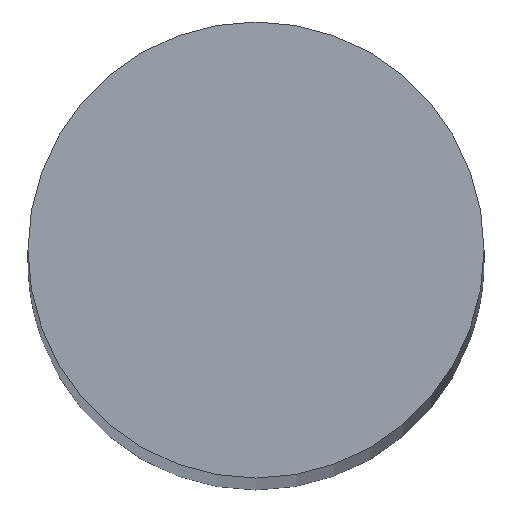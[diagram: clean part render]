
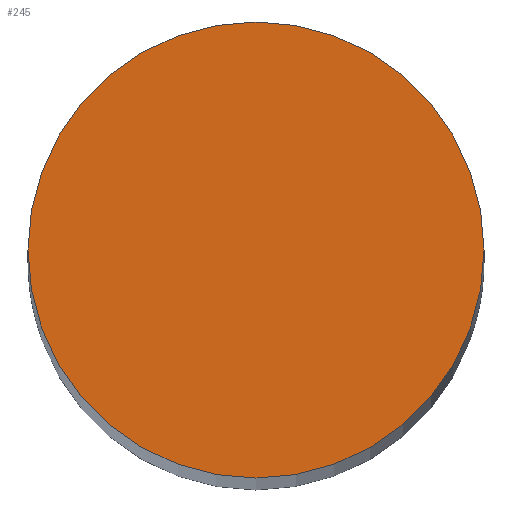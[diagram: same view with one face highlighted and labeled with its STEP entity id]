
A CAD part, top view. The second image highlights one B-rep face of the part: STEP entity #245.
In plain terms, the highlighted planar face has unit normal (0, 0, 1).
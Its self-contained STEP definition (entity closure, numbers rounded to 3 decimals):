
#6 = EDGE_LOOP ( 'NONE', ( #31, #34 ) ) ;
#27 = EDGE_CURVE ( 'NONE', #46, #45, #259, .T. ) ;
#31 = ORIENTED_EDGE ( 'NONE', *, *, #27, .T. ) ;
#34 = ORIENTED_EDGE ( 'NONE', *, *, #298, .T. ) ;
#45 = VERTEX_POINT ( 'NONE', #95 ) ;
#46 = VERTEX_POINT ( 'NONE', #81 ) ;
#81 = CARTESIAN_POINT ( 'NONE',  ( -4.5, 0., 135. ) ) ;
#84 = CARTESIAN_POINT ( 'NONE',  ( 0., 0., 135. ) ) ;
#88 = DIRECTION ( 'NONE',  ( 0., 0., 1. ) ) ;
#89 = DIRECTION ( 'NONE',  ( 1., 0., 0. ) ) ;
#95 = CARTESIAN_POINT ( 'NONE',  ( 4.5, 0., 135. ) ) ;
#119 = CARTESIAN_POINT ( 'NONE',  ( 0., 0., 135. ) ) ;
#120 = PLANE ( 'NONE',  #297 ) ;
#122 = DIRECTION ( 'NONE',  ( 0., 0., 1. ) ) ;
#123 = DIRECTION ( 'NONE',  ( 1., 0., 0. ) ) ;
#203 = CARTESIAN_POINT ( 'NONE',  ( 0., 0., 135. ) ) ;
#204 = DIRECTION ( 'NONE',  ( 0., 0., 1. ) ) ;
#205 = DIRECTION ( 'NONE',  ( 1., 0., 0. ) ) ;
#245 = ADVANCED_FACE ( 'NONE', ( #269 ), #120, .T. ) ;
#259 = CIRCLE ( 'NONE', #295, 4.5 ) ;
#269 = FACE_OUTER_BOUND ( 'NONE', #6, .T. ) ;
#272 = CIRCLE ( 'NONE', #283, 4.5 ) ;
#283 = AXIS2_PLACEMENT_3D ( 'NONE', #203, #204, #205 ) ;
#295 = AXIS2_PLACEMENT_3D ( 'NONE', #84, #88, #89 ) ;
#297 = AXIS2_PLACEMENT_3D ( 'NONE', #119, #122, #123 ) ;
#298 = EDGE_CURVE ( 'NONE', #45, #46, #272, .T. ) ;
